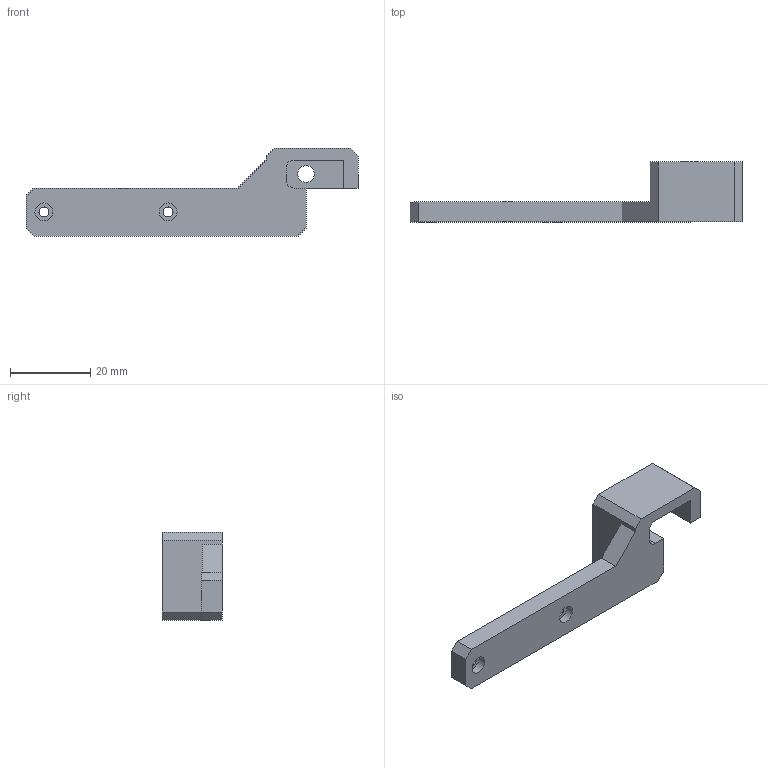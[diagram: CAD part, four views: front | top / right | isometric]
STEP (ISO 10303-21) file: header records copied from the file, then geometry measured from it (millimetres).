
FILE_DESCRIPTION(/* description */ (''),/* implementation_level */ '2;1');
FILE_NAME(/* name */ 'Optic fiber holder.stp',/* time_stamp */ '2021-04-17T12:01:24+01:00',/* author */ ('ferrerx'),/* organization */ (''),/* preprocessor_version */ 'ST-DEVELOPER v18',/* originating_system */ 'Autodesk Inventor 2020',/* authorisation */ '');
FILE_SCHEMA (('AUTOMOTIVE_DESIGN { 1 0 10303 214 3 1 1 }'));
Length unit declared in the file: millimetre
Products named in the file (1): Neuronexus holder
Bounding box: 83 x 15 x 22 mm (x, y, z)
Volume: 7689.3 mm3; surface area: 4367.5 mm2
Topology: 1 solids, 1 shells, 32 faces, 88 edges, 60 vertices
Faces by surface type: plane 25, cylinder 7
Full cylindrical faces by diameter (mm): 2.5 x2, 4.2 x1, 4.5 x2
Entity records: 1076 total; most frequent: CARTESIAN_POINT 181, ORIENTED_EDGE 176, DIRECTION 173, EDGE_CURVE 88, LINE 69, VECTOR 69, VERTEX_POINT 60, AXIS2_PLACEMENT_3D 52
